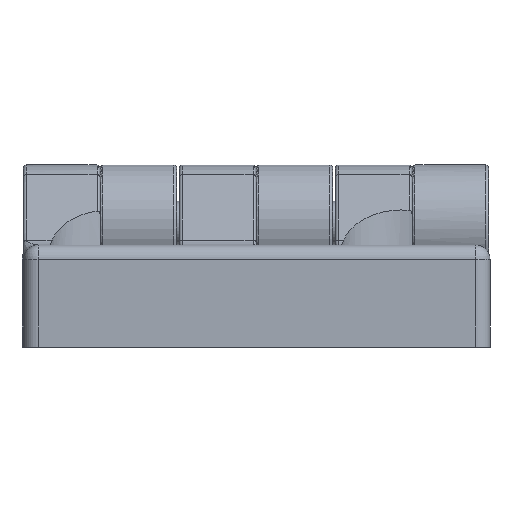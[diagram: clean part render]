
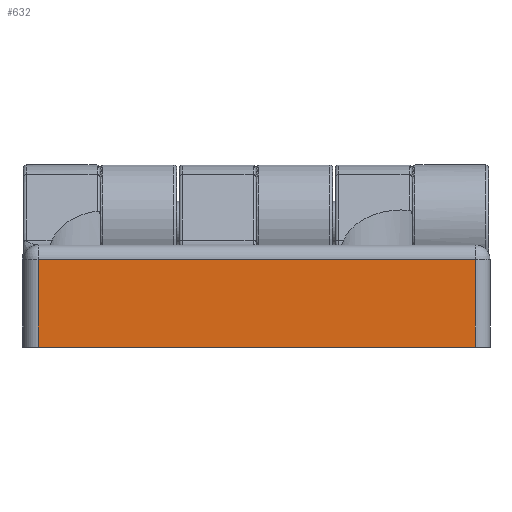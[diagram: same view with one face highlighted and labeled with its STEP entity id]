
A CAD part, left-side view. The second image highlights one B-rep face of the part: STEP entity #632.
In plain terms, the highlighted planar face has unit normal (-1, 0, 0).
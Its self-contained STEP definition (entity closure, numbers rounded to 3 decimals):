
#632 = ADVANCED_FACE( '', ( #1362 ), #1363, .T. );
#1362 = FACE_OUTER_BOUND( '', #2301, .T. );
#1363 = PLANE( '', #2302 );
#2301 = EDGE_LOOP( '', ( #4334, #4335, #4336, #4337 ) );
#2302 = AXIS2_PLACEMENT_3D( '', #4338, #4339, #4340 );
#4334 = ORIENTED_EDGE( '', *, *, #5787, .T. );
#4335 = ORIENTED_EDGE( '', *, *, #5788, .T. );
#4336 = ORIENTED_EDGE( '', *, *, #5565, .T. );
#4337 = ORIENTED_EDGE( '', *, *, #5117, .T. );
#4338 = CARTESIAN_POINT( '', ( -6., 32., 7. ) );
#4339 = DIRECTION( '', ( -1., 0., 0. ) );
#4340 = DIRECTION( '', ( 0., 0., 1. ) );
#5117 = EDGE_CURVE( '', #6058, #6062, #6064, .F. );
#5565 = EDGE_CURVE( '', #6770, #6058, #6771, .T. );
#5787 = EDGE_CURVE( '', #6062, #7055, #7056, .F. );
#5788 = EDGE_CURVE( '', #7055, #6770, #7057, .T. );
#6058 = VERTEX_POINT( '', #7433 );
#6062 = VERTEX_POINT( '', #7438 );
#6064 = LINE( '', #7440, #7441 );
#6770 = VERTEX_POINT( '', #8489 );
#6771 = LINE( '', #8490, #8491 );
#7055 = VERTEX_POINT( '', #8967 );
#7056 = LINE( '', #8968, #8969 );
#7057 = LINE( '', #8970, #8971 );
#7433 = CARTESIAN_POINT( '', ( -6., 1., 0. ) );
#7438 = CARTESIAN_POINT( '', ( -6., 1., 6. ) );
#7440 = CARTESIAN_POINT( '', ( -6., 1., 7. ) );
#7441 = VECTOR( '', #9432, 1000. );
#8489 = CARTESIAN_POINT( '', ( -6., 31., 0. ) );
#8490 = CARTESIAN_POINT( '', ( -6., 32., 0. ) );
#8491 = VECTOR( '', #10095, 1000. );
#8967 = CARTESIAN_POINT( '', ( -6., 31., 6. ) );
#8968 = CARTESIAN_POINT( '', ( -6., 32., 6. ) );
#8969 = VECTOR( '', #10345, 1000. );
#8970 = CARTESIAN_POINT( '', ( -6., 31., 0. ) );
#8971 = VECTOR( '', #10346, 1000. );
#9432 = DIRECTION( '', ( 0., 0., -1. ) );
#10095 = DIRECTION( '', ( 0., -1., 0. ) );
#10345 = DIRECTION( '', ( 0., -1., 0. ) );
#10346 = DIRECTION( '', ( 0., 0., -1. ) );
